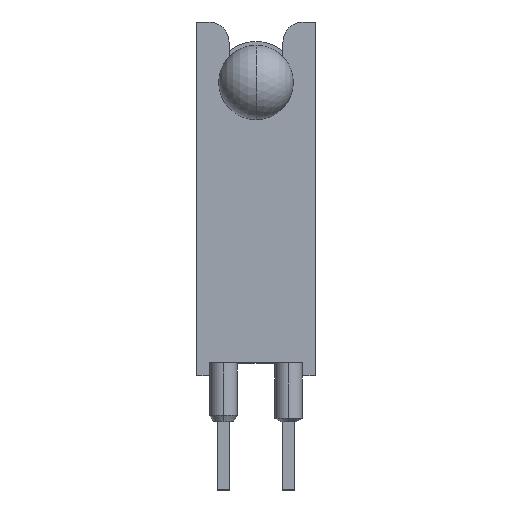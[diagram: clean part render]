
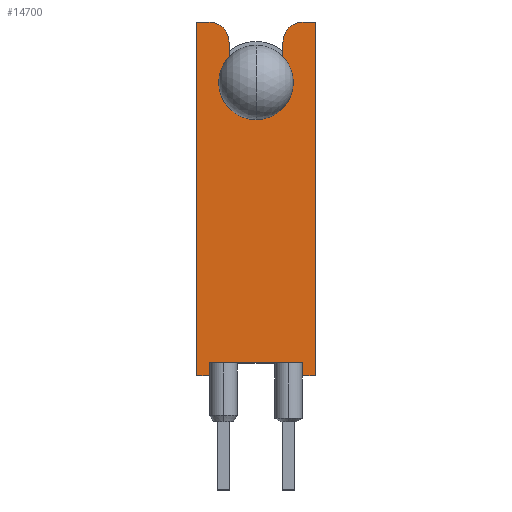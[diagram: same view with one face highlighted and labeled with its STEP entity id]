
A CAD part, top view. The second image highlights one B-rep face of the part: STEP entity #14700.
In plain terms, the highlighted planar face has unit normal (0, 0, 1).
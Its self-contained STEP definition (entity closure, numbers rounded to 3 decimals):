
#3642 = VERTEX_POINT ( 'NONE', #14085 ) ;
#5292 = EDGE_CURVE ( 'NONE', #3642, #10228, #14144, .T. ) ;
#7761 = DIRECTION ( 'NONE',  ( -1., 0., 0. ) ) ;
#7762 = DIRECTION ( 'NONE',  ( 0., 0., 1. ) ) ;
#7763 = CARTESIAN_POINT ( 'NONE',  ( 0., 11.43, 0. ) ) ;
#7764 = AXIS2_PLACEMENT_3D ( 'NONE', #7763, #7762, #7761 ) ;
#7769 = CIRCLE ( 'NONE', #7764, 1.45 ) ;
#7949 = CARTESIAN_POINT ( 'NONE',  ( 0., 9.98, 0. ) ) ;
#8018 = CARTESIAN_POINT ( 'NONE',  ( 1.05, 12.43, 0. ) ) ;
#8826 = DIRECTION ( 'NONE',  ( -1., 0., 0. ) ) ;
#9565 = FACE_OUTER_BOUND ( 'NONE', #14694, .T. ) ;
#9569 = DIRECTION ( 'NONE',  ( 1., 0., 0. ) ) ;
#9571 = VECTOR ( 'NONE', #9569, 1000. ) ;
#9572 = CARTESIAN_POINT ( 'NONE',  ( 1.05, 13.79, 0. ) ) ;
#9573 = LINE ( 'NONE', #9572, #9571 ) ;
#9574 = CARTESIAN_POINT ( 'NONE',  ( 1.837, 13.79, 0. ) ) ;
#9580 = DIRECTION ( 'NONE',  ( 0., 0., 1. ) ) ;
#9581 = CARTESIAN_POINT ( 'NONE',  ( 1.837, 13.003, 0. ) ) ;
#9582 = AXIS2_PLACEMENT_3D ( 'NONE', #9581, #9580, #8826 ) ;
#9583 = CIRCLE ( 'NONE', #9582, 0.787 ) ;
#9585 = CARTESIAN_POINT ( 'NONE',  ( 1.05, 13.003, 0. ) ) ;
#9586 = CARTESIAN_POINT ( 'NONE',  ( -2.315, 13.79, 0. ) ) ;
#9587 = CARTESIAN_POINT ( 'NONE',  ( -1.837, 13.79, 0. ) ) ;
#9588 = CARTESIAN_POINT ( 'NONE',  ( -2.315, 0., 0. ) ) ;
#9590 = DIRECTION ( 'NONE',  ( 1., 0., 0. ) ) ;
#9591 = VECTOR ( 'NONE', #9590, 1000. ) ;
#9592 = CARTESIAN_POINT ( 'NONE',  ( -2.315, 13.79, 0. ) ) ;
#9593 = LINE ( 'NONE', #9592, #9591 ) ;
#9594 = DIRECTION ( 'NONE',  ( -1., 0., 0. ) ) ;
#9595 = DIRECTION ( 'NONE',  ( 0., 0., 1. ) ) ;
#9596 = CARTESIAN_POINT ( 'NONE',  ( -1.837, 13.003, 0. ) ) ;
#9597 = AXIS2_PLACEMENT_3D ( 'NONE', #9596, #9595, #9594 ) ;
#9598 = CIRCLE ( 'NONE', #9597, 0.787 ) ;
#9599 = DIRECTION ( 'NONE',  ( 0., -1., 0. ) ) ;
#9600 = VECTOR ( 'NONE', #9599, 1000. ) ;
#9601 = CARTESIAN_POINT ( 'NONE',  ( -2.315, -4.977, 0. ) ) ;
#9602 = LINE ( 'NONE', #9601, #9600 ) ;
#9609 = CARTESIAN_POINT ( 'NONE',  ( -1.05, 13.003, 0. ) ) ;
#9610 = DIRECTION ( 'NONE',  ( -1., 0., 0. ) ) ;
#9611 = DIRECTION ( 'NONE',  ( 0., 0., -1. ) ) ;
#9612 = CARTESIAN_POINT ( 'NONE',  ( 2.315, -4.977, 0. ) ) ;
#9613 = AXIS2_PLACEMENT_3D ( 'NONE', #9612, #9611, #9610 ) ;
#9614 = PLANE ( 'NONE',  #9613 ) ;
#9630 = CARTESIAN_POINT ( 'NONE',  ( -1.05, 12.43, 0. ) ) ;
#9631 = DIRECTION ( 'NONE',  ( -1., 0., 0. ) ) ;
#9632 = DIRECTION ( 'NONE',  ( 0., 0., 1. ) ) ;
#9633 = CARTESIAN_POINT ( 'NONE',  ( 0., 11.43, 0. ) ) ;
#9634 = AXIS2_PLACEMENT_3D ( 'NONE', #9633, #9632, #9631 ) ;
#9635 = CIRCLE ( 'NONE', #9634, 1.45 ) ;
#9638 = DIRECTION ( 'NONE',  ( 0., 1., 0. ) ) ;
#9639 = VECTOR ( 'NONE', #9638, 1000. ) ;
#9640 = CARTESIAN_POINT ( 'NONE',  ( 1.05, 12.43, 0. ) ) ;
#9641 = LINE ( 'NONE', #9640, #9639 ) ;
#9646 = DIRECTION ( 'NONE',  ( 0., -1., 0. ) ) ;
#9647 = VECTOR ( 'NONE', #9646, 1000. ) ;
#9648 = CARTESIAN_POINT ( 'NONE',  ( -1.815, -4.977, 0. ) ) ;
#9649 = LINE ( 'NONE', #9648, #9647 ) ;
#9650 = CARTESIAN_POINT ( 'NONE',  ( -1.815, 0., 0. ) ) ;
#9652 = DIRECTION ( 'NONE',  ( -1., 0., 0. ) ) ;
#9653 = VECTOR ( 'NONE', #9652, 1000. ) ;
#9654 = CARTESIAN_POINT ( 'NONE',  ( 2.315, 0., 0. ) ) ;
#9655 = LINE ( 'NONE', #9654, #9653 ) ;
#9661 = DIRECTION ( 'NONE',  ( -1., 0., 0. ) ) ;
#9662 = VECTOR ( 'NONE', #9661, 1000. ) ;
#9663 = CARTESIAN_POINT ( 'NONE',  ( 2.315, 0., 0. ) ) ;
#9664 = LINE ( 'NONE', #9663, #9662 ) ;
#9665 = DIRECTION ( 'NONE',  ( 0., -1., 0. ) ) ;
#9666 = VECTOR ( 'NONE', #9665, 1000. ) ;
#9667 = CARTESIAN_POINT ( 'NONE',  ( -1.05, 13.79, 0. ) ) ;
#9672 = LINE ( 'NONE', #9667, #9666 ) ;
#9701 = DIRECTION ( 'NONE',  ( 0., -1., 0. ) ) ;
#9702 = VECTOR ( 'NONE', #9701, 1000. ) ;
#9703 = CARTESIAN_POINT ( 'NONE',  ( 1.815, -4.977, 0. ) ) ;
#9704 = LINE ( 'NONE', #9703, #9702 ) ;
#9705 = CARTESIAN_POINT ( 'NONE',  ( 1.815, 0., 0. ) ) ;
#10228 = VERTEX_POINT ( 'NONE', #15513 ) ;
#10919 = VERTEX_POINT ( 'NONE', #17271 ) ;
#10921 = VERTEX_POINT ( 'NONE', #17270 ) ;
#10924 = EDGE_CURVE ( 'NONE', #10921, #10919, #17265, .T. ) ;
#13505 = EDGE_CURVE ( 'NONE', #13551, #13594, #7769, .T. ) ;
#13551 = VERTEX_POINT ( 'NONE', #7949 ) ;
#13594 = VERTEX_POINT ( 'NONE', #8018 ) ;
#14085 = CARTESIAN_POINT ( 'NONE',  ( 2.315, 13.79, 0. ) ) ;
#14141 = DIRECTION ( 'NONE',  ( 0., -1., 0. ) ) ;
#14142 = VECTOR ( 'NONE', #14141, 1000. ) ;
#14143 = CARTESIAN_POINT ( 'NONE',  ( 2.315, -4.977, 0. ) ) ;
#14144 = LINE ( 'NONE', #14143, #14142 ) ;
#14683 = ORIENTED_EDGE ( 'NONE', *, *, #14715, .T. ) ;
#14687 = VERTEX_POINT ( 'NONE', #9574 ) ;
#14691 = EDGE_CURVE ( 'NONE', #14687, #3642, #9573, .T. ) ;
#14693 = ORIENTED_EDGE ( 'NONE', *, *, #14691, .F. ) ;
#14694 = EDGE_LOOP ( 'NONE', ( #14693, #14683, #14714, #14717, #14723, #14727, #14702, #14711, #14707, #14766, #14878, #14939, #14962, #14872, #15002 ) ) ;
#14700 = ADVANCED_FACE ( 'NONE', ( #9565 ), #9614, .F. ) ;
#14701 = VERTEX_POINT ( 'NONE', #9609 ) ;
#14702 = ORIENTED_EDGE ( 'NONE', *, *, #14706, .T. ) ;
#14705 = EDGE_CURVE ( 'NONE', #14712, #14709, #9602, .T. ) ;
#14706 = EDGE_CURVE ( 'NONE', #14701, #14710, #9598, .T. ) ;
#14707 = ORIENTED_EDGE ( 'NONE', *, *, #14705, .T. ) ;
#14708 = EDGE_CURVE ( 'NONE', #14712, #14710, #9593, .T. ) ;
#14709 = VERTEX_POINT ( 'NONE', #9588 ) ;
#14710 = VERTEX_POINT ( 'NONE', #9587 ) ;
#14711 = ORIENTED_EDGE ( 'NONE', *, *, #14708, .F. ) ;
#14712 = VERTEX_POINT ( 'NONE', #9586 ) ;
#14713 = VERTEX_POINT ( 'NONE', #9585 ) ;
#14714 = ORIENTED_EDGE ( 'NONE', *, *, #14719, .F. ) ;
#14715 = EDGE_CURVE ( 'NONE', #14687, #14713, #9583, .T. ) ;
#14717 = ORIENTED_EDGE ( 'NONE', *, *, #13505, .F. ) ;
#14719 = EDGE_CURVE ( 'NONE', #13594, #14713, #9641, .T. ) ;
#14722 = EDGE_CURVE ( 'NONE', #14725, #13551, #9635, .T. ) ;
#14723 = ORIENTED_EDGE ( 'NONE', *, *, #14722, .F. ) ;
#14725 = VERTEX_POINT ( 'NONE', #9630 ) ;
#14727 = ORIENTED_EDGE ( 'NONE', *, *, #14744, .F. ) ;
#14744 = EDGE_CURVE ( 'NONE', #14701, #14725, #9672, .T. ) ;
#14766 = ORIENTED_EDGE ( 'NONE', *, *, #14799, .F. ) ;
#14787 = EDGE_CURVE ( 'NONE', #10228, #14961, #9664, .T. ) ;
#14799 = EDGE_CURVE ( 'NONE', #14852, #14709, #9655, .T. ) ;
#14852 = VERTEX_POINT ( 'NONE', #9650 ) ;
#14872 = ORIENTED_EDGE ( 'NONE', *, *, #14787, .F. ) ;
#14878 = ORIENTED_EDGE ( 'NONE', *, *, #14915, .F. ) ;
#14915 = EDGE_CURVE ( 'NONE', #10921, #14852, #9649, .T. ) ;
#14939 = ORIENTED_EDGE ( 'NONE', *, *, #10924, .T. ) ;
#14961 = VERTEX_POINT ( 'NONE', #9705 ) ;
#14962 = ORIENTED_EDGE ( 'NONE', *, *, #14990, .T. ) ;
#14990 = EDGE_CURVE ( 'NONE', #10919, #14961, #9704, .T. ) ;
#15002 = ORIENTED_EDGE ( 'NONE', *, *, #5292, .F. ) ;
#15513 = CARTESIAN_POINT ( 'NONE',  ( 2.315, 0., 0. ) ) ;
#17262 = DIRECTION ( 'NONE',  ( 1., 0., 0. ) ) ;
#17263 = VECTOR ( 'NONE', #17262, 1000. ) ;
#17264 = CARTESIAN_POINT ( 'NONE',  ( -1.815, 0.5, 0. ) ) ;
#17265 = LINE ( 'NONE', #17264, #17263 ) ;
#17270 = CARTESIAN_POINT ( 'NONE',  ( -1.815, 0.5, 0. ) ) ;
#17271 = CARTESIAN_POINT ( 'NONE',  ( 1.815, 0.5, 0. ) ) ;
